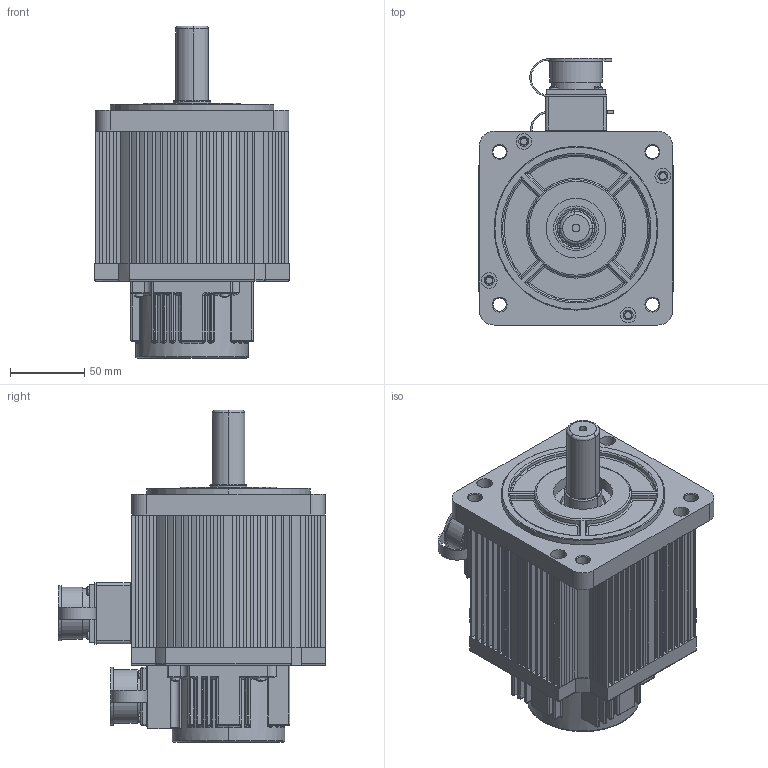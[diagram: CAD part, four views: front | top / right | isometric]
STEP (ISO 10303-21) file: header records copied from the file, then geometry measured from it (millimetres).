
FILE_DESCRIPTION (( 'STEP AP203' ), '1' );
FILE_NAME ('WA130ST-M04.STEP', '2019-12-18T05:30:22', ( 'ﾎ｢ﾈ橆ﾃｻｧ' ), ( 'ﾎ｢ﾈ晥ｫﾋｾ' ), 'SwSTEP 2.0', 'SolidWorks 2013', '' );
FILE_SCHEMA (( 'CONFIG_CONTROL_DESIGN' ));
Length unit declared in the file: millimetre
Products named in the file (21): 晤鎢ん欶裔; 晤鎢ん; 褲极蚾饜; Hexagon socket head cap screws GB_GB_FASTENER_SCREWS_HSHCS M5X20-N; 脣釱; Cross recessed pan head screws GB_GB_CROSS_SCREWS_TYPE1 M3X8-8  H type-N; ヶ傷裔; Hexagon socket head cap screws GB_GB_FASTENER_SCREWS_HSHCS M3X12-N; 綴傷裔; Deep groove ball bearings GB_Rolling bearings 6305 GB 276-94; 蛌赽軞傖; 棠詩17.5; WA130ST-M04; 粣; 儂褲; Deep groove ball bearings GB_Rolling bearings 6205 GB 276-94; 菁釱菜え; 錨璃1; 脣釱菁釱; 棠詩悵誘杶; 脣釱1
Assembly tree (51 placements, depth 3):
  WA130ST-M04
    褲极蚾饜
      儂褲
      菁釱菜え
      脣釱菁釱
      脣釱1
      晤鎢ん欶裔
      脣釱
      ヶ傷裔
      綴傷裔
    晤鎢ん
    Hexagon socket head cap screws GB_GB_FASTENER_SCREWS_HSHCS M5X20-N  x4
    Cross recessed pan head screws GB_GB_CROSS_SCREWS_TYPE1 M3X8-8  H type-N  x12
    Hexagon socket head cap screws GB_GB_FASTENER_SCREWS_HSHCS M3X12-N
    蛌赽軞傖
      棠詩17.5  x16
      粣
      Deep groove ball bearings GB_Rolling bearings 6205 GB 276-94
      錨璃1  x2
      棠詩悵誘杶
      Deep groove ball bearings GB_Rolling bearings 6305 GB 276-94
    粣
Bounding box: 130.5 x 179.45 x 222.9 mm (x, y, z)
Volume: 1085491.8 mm3; surface area: 490798.6 mm2
Topology: 47 solids, 54 shells, 2531 faces, 6940 edges, 4462 vertices
Faces by surface type: cylinder 1054, plane 986, torus 269, sphere 116, cone 57, bspline 49
Entity records: 68551 total; most frequent: CARTESIAN_POINT 18382, ORIENTED_EDGE 9990, DIRECTION 9945, EDGE_CURVE 5003, AXIS2_PLACEMENT_3D 3823, VERTEX_POINT 3219, VECTOR 2299, LINE 2299
